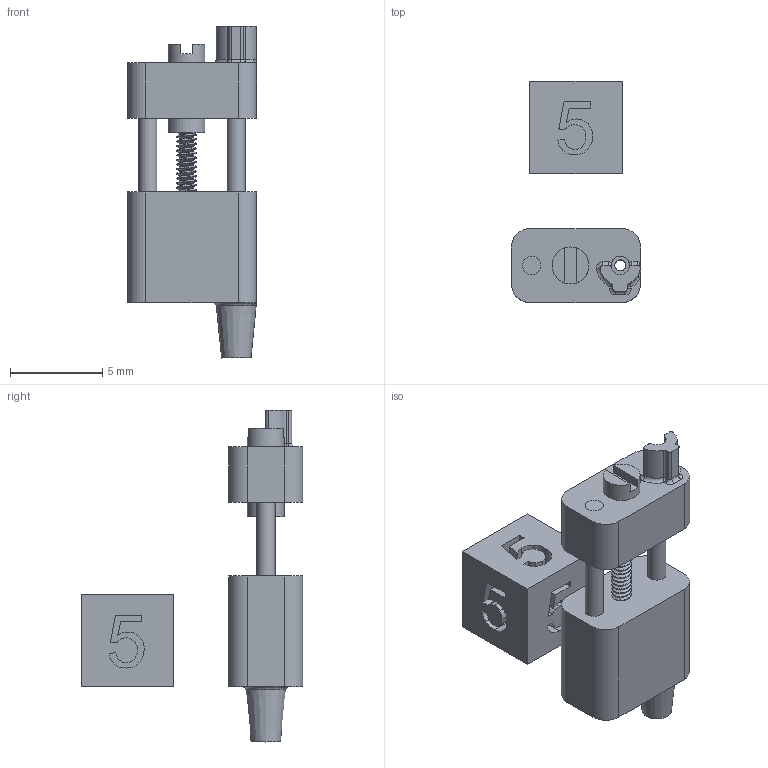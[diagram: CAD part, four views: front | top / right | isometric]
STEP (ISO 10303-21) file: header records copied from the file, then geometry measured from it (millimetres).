
FILE_DESCRIPTION(/* description */ (''),/* implementation_level */ '2;1');
FILE_NAME(/* name */ 'optodrive3 with protrusion 5mm v2.step',/* time_stamp */ '2020-11-11T16:55:28+01:00',/* author */ (''),/* organization */ (''),/* preprocessor_version */ 'ST-DEVELOPER v18.1',/* originating_system */ 'Autodesk Translation Framework v9.3.0.1241',/* authorisation */ '');
FILE_SCHEMA (('AUTOMOTIVE_DESIGN { 1 0 10303 214 3 1 1 }'));
Length unit declared in the file: millimetre
Products named in the file (1): optodrive3 with protrusion 5mm
Bounding box: 7 x 12 x 18 mm (x, y, z)
Volume: 373.9 mm3; surface area: 766.7 mm2
Topology: 7 solids, 7 shells, 267 faces, 730 edges, 477 vertices
Faces by surface type: cylinder 119, plane 70, bspline 66, torus 11, cone 1
Full cylindrical faces by diameter (mm): 0.6 x1, 0.762 x13, 0.85 x2, 1 x8, 1.048 x24, 2 x2
Entity records: 13602 total; most frequent: CARTESIAN_POINT 7469, ORIENTED_EDGE 1452, DIRECTION 932, EDGE_CURVE 726, VERTEX_POINT 477, LINE 326, VECTOR 326, AXIS2_PLACEMENT_3D 303
